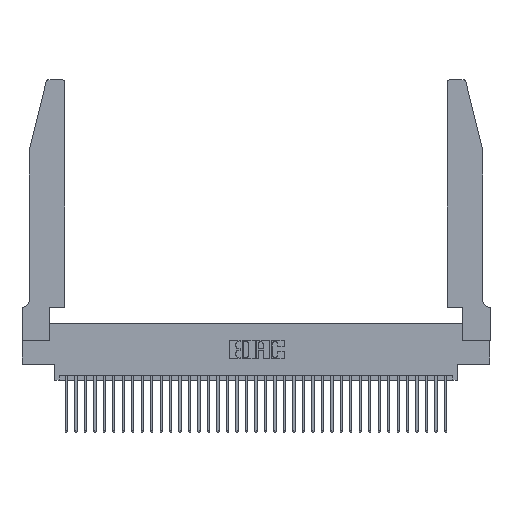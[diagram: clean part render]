
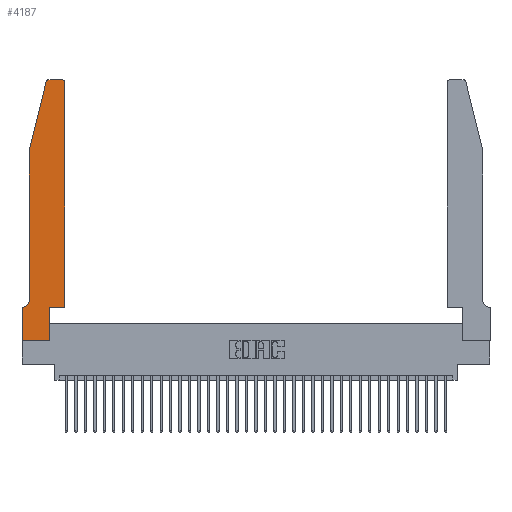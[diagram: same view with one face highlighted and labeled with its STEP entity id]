
A CAD part, top view. The second image highlights one B-rep face of the part: STEP entity #4187.
In plain terms, the highlighted planar face has unit normal (0, 0, 1).
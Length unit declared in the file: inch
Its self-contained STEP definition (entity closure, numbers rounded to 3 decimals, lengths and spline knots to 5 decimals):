
#614 = CARTESIAN_POINT ( 'NONE',  ( 0.284, 2.75, 0.37 ) ) ;
#1201 = VERTEX_POINT ( 'NONE', #36185 ) ;
#1250 = DIRECTION ( 'NONE',  ( 1., 0., 0. ) ) ;
#1639 = DIRECTION ( 'NONE',  ( 0., 0., 1. ) ) ;
#1743 = EDGE_CURVE ( 'NONE', #30380, #36251, #28744, .T. ) ;
#2589 = CARTESIAN_POINT ( 'NONE',  ( 0.2865, 0.35, 0.37 ) ) ;
#2777 = ORIENTED_EDGE ( 'NONE', *, *, #35842, .T. ) ;
#2920 = VECTOR ( 'NONE', #33434, 39.37008 ) ;
#2929 = CARTESIAN_POINT ( 'NONE',  ( 0.2865, 0.35, 0.37 ) ) ;
#3523 = ORIENTED_EDGE ( 'NONE', *, *, #3877, .T. ) ;
#3866 = VERTEX_POINT ( 'NONE', #5926 ) ;
#3877 = EDGE_CURVE ( 'NONE', #17250, #29821, #36582, .T. ) ;
#4006 = EDGE_LOOP ( 'NONE', ( #14127, #10468, #23555, #21079, #31293, #3523, #24121, #2777, #34206, #4493, #6254, #10081 ) ) ;
#4187 = ADVANCED_FACE ( 'NONE', ( #34326 ), #13382, .T. ) ;
#4219 = EDGE_CURVE ( 'NONE', #7497, #3866, #25892, .T. ) ;
#4493 = ORIENTED_EDGE ( 'NONE', *, *, #21818, .T. ) ;
#4563 = VERTEX_POINT ( 'NONE', #29717 ) ;
#5488 = VECTOR ( 'NONE', #7326, 39.37008 ) ;
#5926 = CARTESIAN_POINT ( 'NONE',  ( 0.4505, 2.72, 0.37 ) ) ;
#5982 = LINE ( 'NONE', #20440, #20431 ) ;
#6254 = ORIENTED_EDGE ( 'NONE', *, *, #4219, .T. ) ;
#7049 = CARTESIAN_POINT ( 'NONE',  ( 0., 0., 0.37 ) ) ;
#7131 = DIRECTION ( 'NONE',  ( 0., 0., -1. ) ) ;
#7326 = DIRECTION ( 'NONE',  ( 0., -1., 0. ) ) ;
#7497 = VERTEX_POINT ( 'NONE', #31221 ) ;
#7811 = LINE ( 'NONE', #2929, #14582 ) ;
#9182 = CARTESIAN_POINT ( 'NONE',  ( 0., 0., 0.37 ) ) ;
#9706 = EDGE_CURVE ( 'NONE', #29241, #4563, #11715, .T. ) ;
#9941 = DIRECTION ( 'NONE',  ( 0., -1., 0. ) ) ;
#10081 = ORIENTED_EDGE ( 'NONE', *, *, #12259, .T. ) ;
#10468 = ORIENTED_EDGE ( 'NONE', *, *, #9706, .T. ) ;
#10598 = CARTESIAN_POINT ( 'NONE',  ( 0.4505, 0.35, 0.37 ) ) ;
#10899 = CIRCLE ( 'NONE', #24733, 0.07 ) ;
#11715 = CIRCLE ( 'NONE', #15589, 0.03 ) ;
#11759 = CARTESIAN_POINT ( 'NONE',  ( 0.0755, 0.35, 0.37 ) ) ;
#12241 = EDGE_CURVE ( 'NONE', #29821, #29199, #35044, .T. ) ;
#12259 = EDGE_CURVE ( 'NONE', #3866, #13934, #19049, .T. ) ;
#12319 = LINE ( 'NONE', #7049, #19071 ) ;
#12572 = CARTESIAN_POINT ( 'NONE',  ( 0., 0.35, 0.37 ) ) ;
#13382 = PLANE ( 'NONE',  #16677 ) ;
#13934 = VERTEX_POINT ( 'NONE', #18714 ) ;
#14111 = VERTEX_POINT ( 'NONE', #2589 ) ;
#14127 = ORIENTED_EDGE ( 'NONE', *, *, #35608, .T. ) ;
#14582 = VECTOR ( 'NONE', #28821, 39.37008 ) ;
#15006 = LINE ( 'NONE', #35655, #36858 ) ;
#15589 = AXIS2_PLACEMENT_3D ( 'NONE', #19009, #1639, #21871 ) ;
#15737 = CARTESIAN_POINT ( 'NONE',  ( 0.0755, 2., 0.37 ) ) ;
#16165 = CARTESIAN_POINT ( 'NONE',  ( 0.4205, 2.72, 0.37 ) ) ;
#16258 = DIRECTION ( 'NONE',  ( 0., 0., 1. ) ) ;
#16677 = AXIS2_PLACEMENT_3D ( 'NONE', #27631, #16258, #36172 ) ;
#16687 = DIRECTION ( 'NONE',  ( -0.239, -0.971, 0. ) ) ;
#17186 = EDGE_CURVE ( 'NONE', #1201, #14111, #7811, .T. ) ;
#17250 = VERTEX_POINT ( 'NONE', #31785 ) ;
#17565 = AXIS2_PLACEMENT_3D ( 'NONE', #16165, #36084, #19079 ) ;
#18446 = LINE ( 'NONE', #30899, #33551 ) ;
#18714 = CARTESIAN_POINT ( 'NONE',  ( 0.4205, 2.75, 0.37 ) ) ;
#19009 = CARTESIAN_POINT ( 'NONE',  ( 0.284, 2.72, 0.37 ) ) ;
#19049 = CIRCLE ( 'NONE', #17565, 0.03 ) ;
#19071 = VECTOR ( 'NONE', #29989, 39.37008 ) ;
#19079 = DIRECTION ( 'NONE',  ( 1., 0., 0. ) ) ;
#20431 = VECTOR ( 'NONE', #23300, 39.37008 ) ;
#20440 = CARTESIAN_POINT ( 'NONE',  ( 0.2605, 2.75, 0.37 ) ) ;
#21079 = ORIENTED_EDGE ( 'NONE', *, *, #1743, .T. ) ;
#21191 = VECTOR ( 'NONE', #9941, 39.37008 ) ;
#21689 = CARTESIAN_POINT ( 'NONE',  ( 0., 0., 0.37 ) ) ;
#21818 = EDGE_CURVE ( 'NONE', #14111, #7497, #15006, .T. ) ;
#21871 = DIRECTION ( 'NONE',  ( 1., 0., 0. ) ) ;
#23300 = DIRECTION ( 'NONE',  ( -1., 0., 0. ) ) ;
#23555 = ORIENTED_EDGE ( 'NONE', *, *, #32245, .T. ) ;
#24121 = ORIENTED_EDGE ( 'NONE', *, *, #12241, .T. ) ;
#24369 = CARTESIAN_POINT ( 'NONE',  ( 0.0055, 0.42, 0.37 ) ) ;
#24733 = AXIS2_PLACEMENT_3D ( 'NONE', #24369, #7131, #27226 ) ;
#25892 = LINE ( 'NONE', #10598, #2920 ) ;
#27226 = DIRECTION ( 'NONE',  ( -1., 0., 0. ) ) ;
#27631 = CARTESIAN_POINT ( 'NONE',  ( 0., 0.35, 0.37 ) ) ;
#28744 = LINE ( 'NONE', #15737, #21191 ) ;
#28821 = DIRECTION ( 'NONE',  ( 0., 1., 0. ) ) ;
#28835 = CARTESIAN_POINT ( 'NONE',  ( 0.0755, 0.42, 0.37 ) ) ;
#29033 = VECTOR ( 'NONE', #31725, 39.37008 ) ;
#29199 = VERTEX_POINT ( 'NONE', #9182 ) ;
#29241 = VERTEX_POINT ( 'NONE', #614 ) ;
#29717 = CARTESIAN_POINT ( 'NONE',  ( 0.25487, 2.72718, 0.37 ) ) ;
#29821 = VERTEX_POINT ( 'NONE', #12572 ) ;
#29989 = DIRECTION ( 'NONE',  ( 1., 0., 0. ) ) ;
#30380 = VERTEX_POINT ( 'NONE', #34953 ) ;
#30899 = CARTESIAN_POINT ( 'NONE',  ( 0.0755, 2., 0.37 ) ) ;
#31221 = CARTESIAN_POINT ( 'NONE',  ( 0.4505, 0.35, 0.37 ) ) ;
#31293 = ORIENTED_EDGE ( 'NONE', *, *, #36547, .T. ) ;
#31725 = DIRECTION ( 'NONE',  ( -1., 0., 0. ) ) ;
#31785 = CARTESIAN_POINT ( 'NONE',  ( 0.0055, 0.35, 0.37 ) ) ;
#32245 = EDGE_CURVE ( 'NONE', #4563, #30380, #18446, .T. ) ;
#33434 = DIRECTION ( 'NONE',  ( 0., 1., 0. ) ) ;
#33551 = VECTOR ( 'NONE', #16687, 39.37008 ) ;
#34206 = ORIENTED_EDGE ( 'NONE', *, *, #17186, .T. ) ;
#34326 = FACE_OUTER_BOUND ( 'NONE', #4006, .T. ) ;
#34953 = CARTESIAN_POINT ( 'NONE',  ( 0.0755, 2., 0.37 ) ) ;
#35044 = LINE ( 'NONE', #21689, #5488 ) ;
#35608 = EDGE_CURVE ( 'NONE', #13934, #29241, #5982, .T. ) ;
#35655 = CARTESIAN_POINT ( 'NONE',  ( 0.4505, 0.35, 0.37 ) ) ;
#35842 = EDGE_CURVE ( 'NONE', #29199, #1201, #12319, .T. ) ;
#36084 = DIRECTION ( 'NONE',  ( 0., 0., 1. ) ) ;
#36172 = DIRECTION ( 'NONE',  ( 1., 0., 0. ) ) ;
#36185 = CARTESIAN_POINT ( 'NONE',  ( 0.2865, 0., 0.37 ) ) ;
#36251 = VERTEX_POINT ( 'NONE', #28835 ) ;
#36547 = EDGE_CURVE ( 'NONE', #36251, #17250, #10899, .T. ) ;
#36582 = LINE ( 'NONE', #11759, #29033 ) ;
#36858 = VECTOR ( 'NONE', #1250, 39.37008 ) ;
